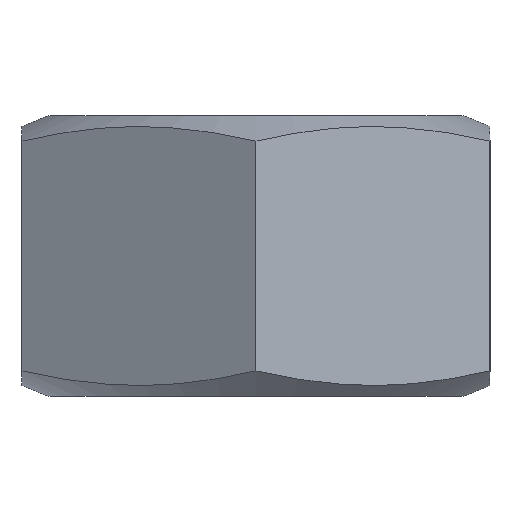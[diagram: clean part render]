
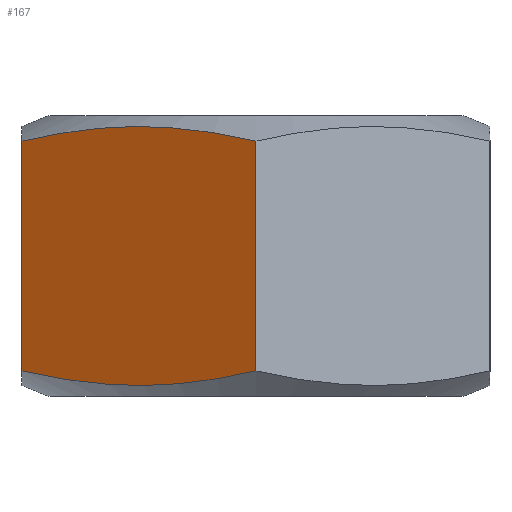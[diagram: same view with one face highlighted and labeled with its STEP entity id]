
A CAD part, left-side view. The second image highlights one B-rep face of the part: STEP entity #167.
In plain terms, the highlighted planar face has unit normal (-0.866, 0.5, 0).
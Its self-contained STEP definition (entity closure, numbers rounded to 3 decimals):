
#7 = LINE ( 'NONE', #532, #86 ) ;
#37 = CARTESIAN_POINT ( 'NONE',  ( -5.196, 9., 10.8 ) ) ;
#38 = CARTESIAN_POINT ( 'NONE',  ( -8.235, 3.737, 0.42 ) ) ;
#60 = FACE_OUTER_BOUND ( 'NONE', #415, .T. ) ;
#78 = DIRECTION ( 'NONE',  ( 0., 0., -1. ) ) ;
#86 = VECTOR ( 'NONE', #102, 1000. ) ;
#90 = EDGE_CURVE ( 'NONE', #101, #307, #151, .T. ) ;
#92 = ORIENTED_EDGE ( 'NONE', *, *, #374, .T. ) ;
#95 = CARTESIAN_POINT ( 'NONE',  ( -6.064, 7.498, 0.664 ) ) ;
#101 = VERTEX_POINT ( 'NONE', #658 ) ;
#102 = DIRECTION ( 'NONE',  ( 0., 0., -1. ) ) ;
#113 = AXIS2_PLACEMENT_3D ( 'NONE', #37, #347, #453 ) ;
#120 = LINE ( 'NONE', #647, #437 ) ;
#121 = CARTESIAN_POINT ( 'NONE',  ( -5.196, 9., 9.818 ) ) ;
#141 = CARTESIAN_POINT ( 'NONE',  ( -9.531, 1.492, 0.666 ) ) ;
#151 = B_SPLINE_CURVE_WITH_KNOTS ( 'NONE', 3,
 ( #121, #504, #609, #331, #276, #180, #440, #562, #236, #553 ),
 .UNSPECIFIED., .F., .F.,
 ( 4, 2, 2, 2, 4 ),
 ( 0., 0.003, 0.005, 0.008, 0.01 ),
 .UNSPECIFIED. ) ;
#167 = ADVANCED_FACE ( 'NONE', ( #60 ), #517, .F. ) ;
#178 = CARTESIAN_POINT ( 'NONE',  ( -10.392, 0., 0.982 ) ) ;
#180 = CARTESIAN_POINT ( 'NONE',  ( -8.221, 3.761, 10.381 ) ) ;
#216 = ORIENTED_EDGE ( 'NONE', *, *, #90, .F. ) ;
#226 = CARTESIAN_POINT ( 'NONE',  ( -5.196, 9., 0.982 ) ) ;
#234 = CARTESIAN_POINT ( 'NONE',  ( -8.667, 2.988, 0.472 ) ) ;
#236 = CARTESIAN_POINT ( 'NONE',  ( -9.961, 0.748, 9.993 ) ) ;
#250 = CARTESIAN_POINT ( 'NONE',  ( -6.934, 5.991, 0.47 ) ) ;
#276 = CARTESIAN_POINT ( 'NONE',  ( -7.354, 5.263, 10.38 ) ) ;
#283 = CARTESIAN_POINT ( 'NONE',  ( -10.392, 0., 0.982 ) ) ;
#307 = VERTEX_POINT ( 'NONE', #420 ) ;
#331 = CARTESIAN_POINT ( 'NONE',  ( -6.921, 6.012, 10.328 ) ) ;
#347 = DIRECTION ( 'NONE',  ( 0.866, -0.5, 0. ) ) ;
#374 = EDGE_CURVE ( 'NONE', #101, #682, #120, .T. ) ;
#415 = EDGE_LOOP ( 'NONE', ( #216, #92, #429, #584 ) ) ;
#420 = CARTESIAN_POINT ( 'NONE',  ( -10.392, 0., 9.818 ) ) ;
#429 = ORIENTED_EDGE ( 'NONE', *, *, #545, .F. ) ;
#437 = VECTOR ( 'NONE', #78, 1000. ) ;
#440 = CARTESIAN_POINT ( 'NONE',  ( -8.655, 3.009, 10.33 ) ) ;
#453 = DIRECTION ( 'NONE',  ( 0.5, 0.866, 0. ) ) ;
#464 = CARTESIAN_POINT ( 'NONE',  ( -7.368, 5.239, 0.419 ) ) ;
#504 = CARTESIAN_POINT ( 'NONE',  ( -5.627, 8.254, 9.992 ) ) ;
#517 = PLANE ( 'NONE',  #113 ) ;
#532 = CARTESIAN_POINT ( 'NONE',  ( -10.392, 0., 10.8 ) ) ;
#534 = CARTESIAN_POINT ( 'NONE',  ( -5.196, 9., 0.982 ) ) ;
#545 = EDGE_CURVE ( 'NONE', #555, #682, #574, .T. ) ;
#553 = CARTESIAN_POINT ( 'NONE',  ( -10.392, 0., 9.818 ) ) ;
#555 = VERTEX_POINT ( 'NONE', #283 ) ;
#561 = CARTESIAN_POINT ( 'NONE',  ( -9.962, 0.746, 0.808 ) ) ;
#562 = CARTESIAN_POINT ( 'NONE',  ( -9.525, 1.502, 10.136 ) ) ;
#574 = B_SPLINE_CURVE_WITH_KNOTS ( 'NONE', 3,
 ( #178, #561, #141, #234, #38, #464, #250, #95, #691, #534 ),
 .UNSPECIFIED., .F., .F.,
 ( 4, 2, 2, 2, 4 ),
 ( 0., 0.003, 0.005, 0.008, 0.01 ),
 .UNSPECIFIED. ) ;
#577 = EDGE_CURVE ( 'NONE', #307, #555, #7, .T. ) ;
#584 = ORIENTED_EDGE ( 'NONE', *, *, #577, .F. ) ;
#609 = CARTESIAN_POINT ( 'NONE',  ( -6.058, 7.508, 10.134 ) ) ;
#647 = CARTESIAN_POINT ( 'NONE',  ( -5.196, 9., 10.8 ) ) ;
#658 = CARTESIAN_POINT ( 'NONE',  ( -5.196, 9., 9.818 ) ) ;
#682 = VERTEX_POINT ( 'NONE', #226 ) ;
#691 = CARTESIAN_POINT ( 'NONE',  ( -5.628, 8.252, 0.807 ) ) ;
